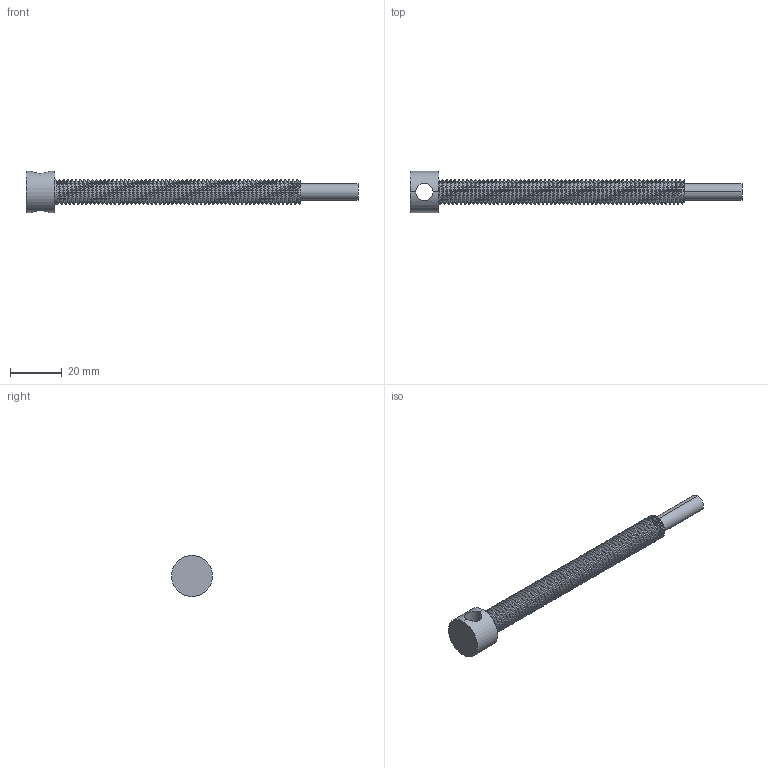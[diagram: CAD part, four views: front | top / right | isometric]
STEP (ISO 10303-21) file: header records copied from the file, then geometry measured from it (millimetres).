
FILE_DESCRIPTION (( 'STEP AP214' ), '1' );
FILE_NAME ('Threaded Shaft.step', '2023-06-15T00:36:44', ( '' ), ( '' ), 'SwSTEP 2.0', 'SolidWorks 2022', '' );
FILE_SCHEMA (( 'AUTOMOTIVE_DESIGN' ));
Length unit declared in the file: inch
Products named in the file (1): Threaded Shaft
Bounding box: 128.6 x 15.9 x 15.9 mm (x, y, z)
Volume: 7884.4 mm3; surface area: 5822.6 mm2
Topology: 1 solids, 1 shells, 256 faces, 754 edges, 500 vertices
Faces by surface type: cylinder 247, plane 7, bspline 2
Entity records: 13849 total; most frequent: CARTESIAN_POINT 8435, ORIENTED_EDGE 1508, DIRECTION 789, EDGE_CURVE 754, VERTEX_POINT 500, AXIS2_PLACEMENT_3D 268, EDGE_LOOP 258, FACE_OUTER_BOUND 256
